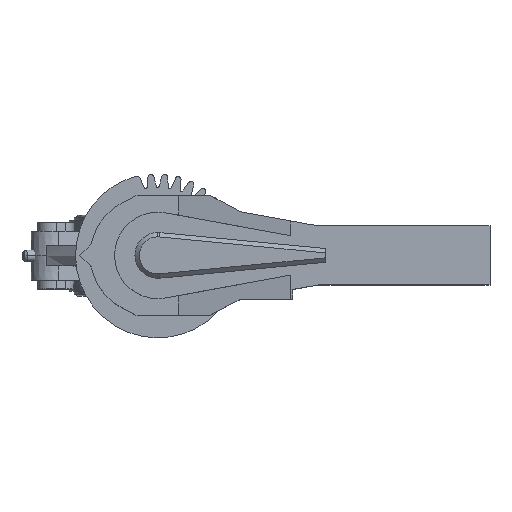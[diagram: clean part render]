
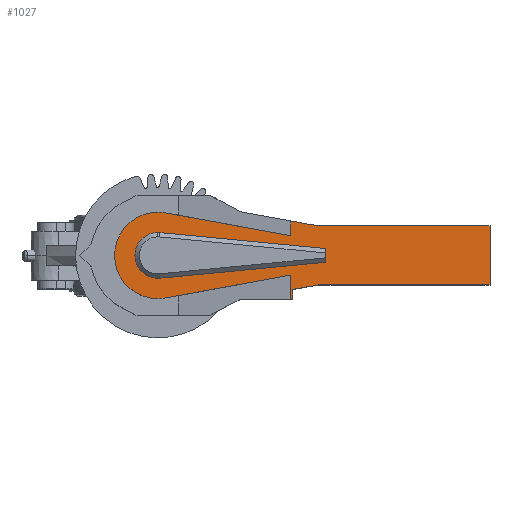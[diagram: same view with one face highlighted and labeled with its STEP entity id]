
A CAD part, top view. The second image highlights one B-rep face of the part: STEP entity #1027.
In plain terms, the highlighted planar face has unit normal (0, 0, 1).
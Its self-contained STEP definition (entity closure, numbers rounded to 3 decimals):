
#1027=ADVANCED_FACE('',(#2893,#2894),#2895,.T.);
#2893=FACE_OUTER_BOUND('',#5704,.T.);
#2894=FACE_BOUND('',#5705,.T.);
#2895=PLANE('',#5706);
#5704=EDGE_LOOP('',(#8545,#8546,#8547,#8548,#8549,#8550,#8551,#8552,#8553,#8554,#8555,#8556,#8557,#8558));
#5705=EDGE_LOOP('',(#8559,#8560,#8561,#8562,#8563,#8564));
#5706=AXIS2_PLACEMENT_3D('',#8565,#8566,#8567);
#8545=ORIENTED_EDGE('',*,*,#16775,.T.);
#8546=ORIENTED_EDGE('',*,*,#16776,.T.);
#8547=ORIENTED_EDGE('',*,*,#16777,.T.);
#8548=ORIENTED_EDGE('',*,*,#16778,.T.);
#8549=ORIENTED_EDGE('',*,*,#16779,.T.);
#8550=ORIENTED_EDGE('',*,*,#16780,.T.);
#8551=ORIENTED_EDGE('',*,*,#16781,.T.);
#8552=ORIENTED_EDGE('',*,*,#16782,.T.);
#8553=ORIENTED_EDGE('',*,*,#16783,.T.);
#8554=ORIENTED_EDGE('',*,*,#16747,.T.);
#8555=ORIENTED_EDGE('',*,*,#16743,.T.);
#8556=ORIENTED_EDGE('',*,*,#16784,.T.);
#8557=ORIENTED_EDGE('',*,*,#16785,.T.);
#8558=ORIENTED_EDGE('',*,*,#16786,.T.);
#8559=ORIENTED_EDGE('',*,*,#16787,.F.);
#8560=ORIENTED_EDGE('',*,*,#16788,.T.);
#8561=ORIENTED_EDGE('',*,*,#16789,.F.);
#8562=ORIENTED_EDGE('',*,*,#16790,.T.);
#8563=ORIENTED_EDGE('',*,*,#16732,.F.);
#8564=ORIENTED_EDGE('',*,*,#16737,.F.);
#8565=CARTESIAN_POINT('',(0.0,0.0,189.5));
#8566=DIRECTION('',(0.0,0.0,1.0));
#8567=DIRECTION('',(0.0,-1.0,0.0));
#16732=EDGE_CURVE('',#19971,#19973,#19974,.T.);
#16737=EDGE_CURVE('',#19979,#19971,#19982,.T.);
#16743=EDGE_CURVE('',#19985,#19990,#19992,.T.);
#16747=EDGE_CURVE('',#19995,#19985,#19998,.T.);
#16775=EDGE_CURVE('',#20046,#20047,#20048,.T.);
#16776=EDGE_CURVE('',#20047,#20049,#20050,.T.);
#16777=EDGE_CURVE('',#20049,#20051,#20052,.T.);
#16778=EDGE_CURVE('',#20051,#20053,#20054,.T.);
#16779=EDGE_CURVE('',#20053,#20055,#20056,.T.);
#16780=EDGE_CURVE('',#20055,#20057,#20058,.T.);
#16781=EDGE_CURVE('',#20057,#20059,#20060,.T.);
#16782=EDGE_CURVE('',#20059,#20061,#20062,.T.);
#16783=EDGE_CURVE('',#20061,#19995,#20063,.T.);
#16784=EDGE_CURVE('',#19990,#20064,#20065,.T.);
#16785=EDGE_CURVE('',#20064,#20066,#20067,.T.);
#16786=EDGE_CURVE('',#20066,#20046,#20068,.T.);
#16787=EDGE_CURVE('',#20069,#19979,#20070,.T.);
#16788=EDGE_CURVE('',#20069,#20071,#20072,.T.);
#16789=EDGE_CURVE('',#20073,#20071,#20074,.T.);
#16790=EDGE_CURVE('',#20073,#19973,#20075,.T.);
#19971=VERTEX_POINT('',#24732);
#19973=VERTEX_POINT('',#24735);
#19974=CIRCLE('',#24736,15.85);
#19979=VERTEX_POINT('',#24742);
#19982=CIRCLE('',#24746,15.85);
#19985=VERTEX_POINT('',#24749);
#19990=VERTEX_POINT('',#24755);
#19992=CIRCLE('',#24758,29.964);
#19995=VERTEX_POINT('',#24761);
#19998=CIRCLE('',#24765,29.964);
#20046=VERTEX_POINT('',#24835);
#20047=VERTEX_POINT('',#24836);
#20048=LINE('',#24837,#24838);
#20049=VERTEX_POINT('',#24839);
#20050=LINE('',#24840,#24841);
#20051=VERTEX_POINT('',#24842);
#20052=LINE('',#24843,#24844);
#20053=VERTEX_POINT('',#24845);
#20054=LINE('',#24846,#24847);
#20055=VERTEX_POINT('',#24848);
#20056=LINE('',#24849,#24850);
#20057=VERTEX_POINT('',#24851);
#20058=LINE('',#24852,#24853);
#20059=VERTEX_POINT('',#24854);
#20060=LINE('',#24855,#24856);
#20061=VERTEX_POINT('',#24857);
#20062=LINE('',#24858,#24859);
#20063=CIRCLE('',#24860,29.964);
#20064=VERTEX_POINT('',#24861);
#20065=LINE('',#24862,#24863);
#20066=VERTEX_POINT('',#24864);
#20067=LINE('',#24865,#24866);
#20068=LINE('',#24867,#24868);
#20069=VERTEX_POINT('',#24869);
#20070=CIRCLE('',#24870,15.85);
#20071=VERTEX_POINT('',#24871);
#20072=LINE('',#24872,#24873);
#20073=VERTEX_POINT('',#24874);
#20074=LINE('',#24875,#24876);
#20075=LINE('',#24877,#24878);
#24732=CARTESIAN_POINT('',(0.,-15.85,189.5));
#24735=CARTESIAN_POINT('',(1.521,-15.777,189.5));
#24736=AXIS2_PLACEMENT_3D('',#32362,#32363,#32364);
#24742=CARTESIAN_POINT('',(0.,15.85,189.5));
#24746=AXIS2_PLACEMENT_3D('',#32370,#32371,#32372);
#24749=CARTESIAN_POINT('',(0.,-29.964,189.5));
#24755=CARTESIAN_POINT('',(5.389,-29.475,189.5));
#24758=AXIS2_PLACEMENT_3D('',#32381,#32382,#32383);
#24761=CARTESIAN_POINT('',(0.,29.964,189.5));
#24765=AXIS2_PLACEMENT_3D('',#32388,#32389,#32390);
#24835=CARTESIAN_POINT('',(93.524,-30.5,189.5));
#24836=CARTESIAN_POINT('',(93.524,-23.655,189.5));
#24837=CARTESIAN_POINT('',(93.524,-30.5,189.5));
#24838=VECTOR('',#32413,6.845);
#24839=CARTESIAN_POINT('',(111.012,-20.457,189.5));
#24840=CARTESIAN_POINT('',(93.524,-23.655,189.5));
#24841=VECTOR('',#32414,17.778);
#24842=CARTESIAN_POINT('',(230.1,-20.457,189.5));
#24843=CARTESIAN_POINT('',(111.012,-20.457,189.5));
#24844=VECTOR('',#32415,119.088);
#24845=CARTESIAN_POINT('',(230.1,20.457,189.5));
#24846=CARTESIAN_POINT('',(230.1,-20.457,189.5));
#24847=VECTOR('',#32416,40.915);
#24848=CARTESIAN_POINT('',(111.012,20.457,189.5));
#24849=CARTESIAN_POINT('',(230.1,20.457,189.5));
#24850=VECTOR('',#32417,119.088);
#24851=CARTESIAN_POINT('',(92.062,23.922,189.5));
#24852=CARTESIAN_POINT('',(111.012,20.457,189.5));
#24853=VECTOR('',#32418,19.265);
#24854=CARTESIAN_POINT('',(92.062,13.629,189.5));
#24855=CARTESIAN_POINT('',(92.062,23.922,189.5));
#24856=VECTOR('',#32419,10.294);
#24857=CARTESIAN_POINT('',(5.389,29.475,189.5));
#24858=CARTESIAN_POINT('',(92.062,13.629,189.5));
#24859=VECTOR('',#32420,88.109);
#24860=AXIS2_PLACEMENT_3D('',#32421,#32422,#32423);
#24861=CARTESIAN_POINT('',(92.062,-13.629,189.5));
#24862=CARTESIAN_POINT('',(5.389,-29.475,189.5));
#24863=VECTOR('',#32424,88.109);
#24864=CARTESIAN_POINT('',(92.062,-30.5,189.5));
#24865=CARTESIAN_POINT('',(92.062,-13.629,189.5));
#24866=VECTOR('',#32425,16.871);
#24867=CARTESIAN_POINT('',(92.062,-30.5,189.5));
#24868=VECTOR('',#32426,1.462);
#24869=CARTESIAN_POINT('',(1.521,15.777,189.5));
#24870=AXIS2_PLACEMENT_3D('',#32427,#32428,#32429);
#24871=CARTESIAN_POINT('',(115.9,4.75,189.5));
#24872=CARTESIAN_POINT('',(1.521,15.777,189.5));
#24873=VECTOR('',#32430,114.909);
#24874=CARTESIAN_POINT('',(115.9,-4.75,189.5));
#24875=CARTESIAN_POINT('',(115.9,-2.375,189.5));
#24876=VECTOR('',#32431,1.0);
#24877=CARTESIAN_POINT('',(115.9,-4.75,189.5));
#24878=VECTOR('',#32432,114.909);
#32362=CARTESIAN_POINT('',(0.0,0.0,189.5));
#32363=DIRECTION('',(0.0,0.0,1.0));
#32364=DIRECTION('',(0.,-1.0,0.0));
#32370=CARTESIAN_POINT('',(0.0,0.0,189.5));
#32371=DIRECTION('',(0.0,0.0,1.0));
#32372=DIRECTION('',(0.,-1.0,0.0));
#32381=CARTESIAN_POINT('',(0.0,0.0,189.5));
#32382=DIRECTION('',(0.0,0.0,1.0));
#32383=DIRECTION('',(0.,-1.0,0.0));
#32388=CARTESIAN_POINT('',(0.0,0.0,189.5));
#32389=DIRECTION('',(0.0,-0.0,1.0));
#32390=DIRECTION('',(0.,1.0,0.0));
#32413=DIRECTION('',(0.0,1.0,0.0));
#32414=DIRECTION('',(0.984,0.18,0.0));
#32415=DIRECTION('',(1.0,0.0,0.0));
#32416=DIRECTION('',(0.0,1.0,0.0));
#32417=DIRECTION('',(-1.0,0.,0.0));
#32418=DIRECTION('',(-0.984,0.18,0.0));
#32419=DIRECTION('',(0.,-1.0,0.0));
#32420=DIRECTION('',(-0.984,0.18,0.0));
#32421=CARTESIAN_POINT('',(0.0,0.0,189.5));
#32422=DIRECTION('',(0.0,-0.0,1.0));
#32423=DIRECTION('',(0.18,0.984,0.0));
#32424=DIRECTION('',(0.984,0.18,0.0));
#32425=DIRECTION('',(0.,-1.0,0.0));
#32426=DIRECTION('',(1.0,0.0,0.0));
#32427=CARTESIAN_POINT('',(0.0,0.0,189.5));
#32428=DIRECTION('',(0.0,0.0,1.0));
#32429=DIRECTION('',(0.,-1.0,0.0));
#32430=DIRECTION('',(0.995,-0.096,0.0));
#32431=DIRECTION('',(0.0,1.0,0.0));
#32432=DIRECTION('',(-0.995,-0.096,0.0));
